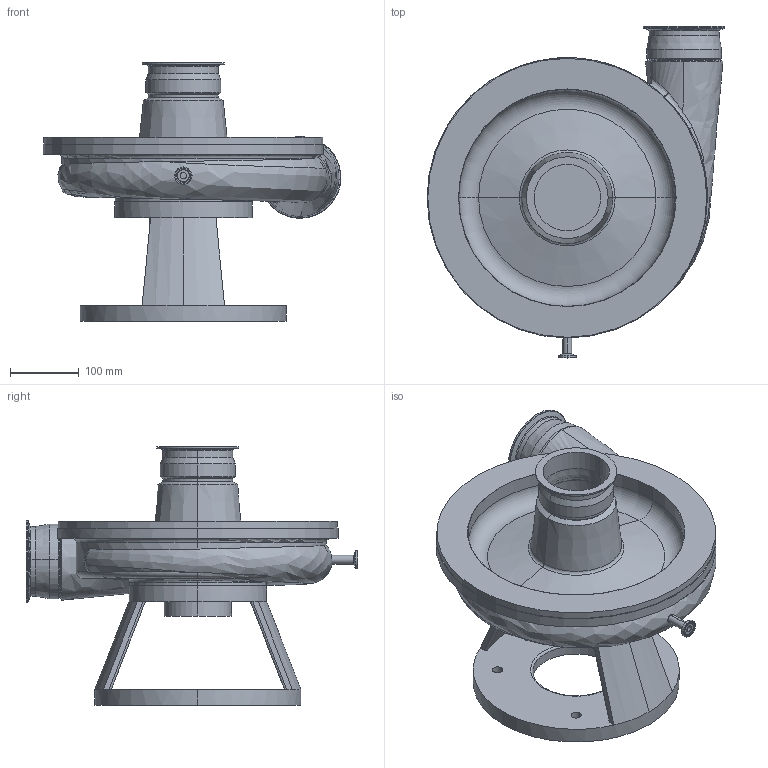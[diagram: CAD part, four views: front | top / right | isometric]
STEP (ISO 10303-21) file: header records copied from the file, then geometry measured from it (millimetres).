
FILE_DESCRIPTION (( 'STEP AP214' ), '1' );
FILE_NAME ('FPR 1051-1052 280TC VERT 1-2 IN STR DRAIN.STEP', '2023-01-06T18:57:34', ( '' ), ( '' ), 'SwSTEP 2.0', 'SolidWorks 2021', '' );
FILE_SCHEMA (( 'AUTOMOTIVE_DESIGN' ));
Length unit declared in the file: millimetre
Products named in the file (1): FPR 1051-1052 280TC VERT 1-2 IN STR DRAIN
Bounding box: 433.35 x 483 x 376.5 mm (x, y, z)
Volume: 9352925.2 mm3; surface area: 984413.9 mm2
Topology: 1 solids, 1 shells, 200 faces, 461 edges, 274 vertices
Faces by surface type: cylinder 64, torus 41, cone 36, bspline 28, plane 27, sphere 4
Entity records: 12892 total; most frequent: CARTESIAN_POINT 8446, DIRECTION 939, ORIENTED_EDGE 916, EDGE_CURVE 458, AXIS2_PLACEMENT_3D 415, VERTEX_POINT 272, CIRCLE 242, EDGE_LOOP 226
